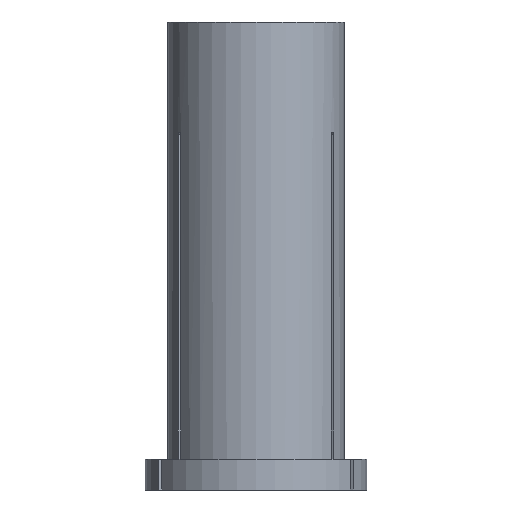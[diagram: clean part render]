
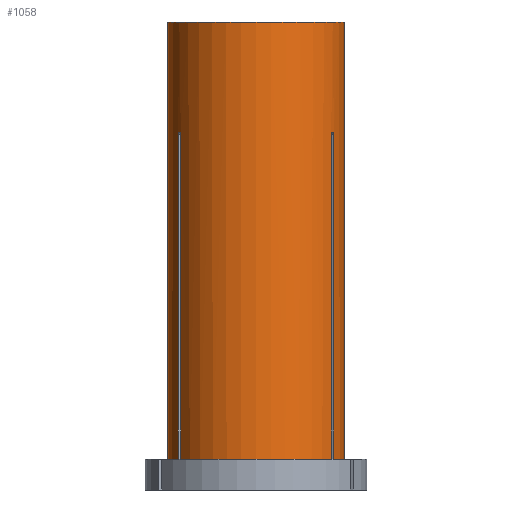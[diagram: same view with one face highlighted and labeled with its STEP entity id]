
A CAD part, front view. The second image highlights one B-rep face of the part: STEP entity #1058.
In plain terms, the highlighted cylindrical face has radius 10 mm (diameter 20 mm), a partial arc.
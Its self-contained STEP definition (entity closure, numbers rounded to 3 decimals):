
#4 = CARTESIAN_POINT ( 'NONE',  ( -8.506, -5.258, -49.4 ) ) ;
#12 = VERTEX_POINT ( 'NONE', #1207 ) ;
#19 = DIRECTION ( 'NONE',  ( 0., 0., 1. ) ) ;
#22 = CARTESIAN_POINT ( 'NONE',  ( 0., 0., -49.4 ) ) ;
#47 = DIRECTION ( 'NONE',  ( 1., 0., 0. ) ) ;
#52 = EDGE_CURVE ( 'NONE', #1064, #1178, #427, .T. ) ;
#77 = DIRECTION ( 'NONE',  ( 0., 0., 1. ) ) ;
#87 = CARTESIAN_POINT ( 'NONE',  ( 8.759, -4.826, -12.502 ) ) ;
#88 = CARTESIAN_POINT ( 'NONE',  ( 8.506, -5.258, -49.4 ) ) ;
#94 = AXIS2_PLACEMENT_3D ( 'NONE', #1353, #1261, #500 ) ;
#124 = ORIENTED_EDGE ( 'NONE', *, *, #1019, .F. ) ;
#145 = VERTEX_POINT ( 'NONE', #770 ) ;
#152 = CIRCLE ( 'NONE', #1084, 10. ) ;
#157 = EDGE_CURVE ( 'NONE', #1352, #145, #551, .T. ) ;
#185 = CARTESIAN_POINT ( 'NONE',  ( 0., 0., 0. ) ) ;
#186 = LINE ( 'NONE', #405, #1275 ) ;
#200 = DIRECTION ( 'NONE',  ( 0., 0., 1. ) ) ;
#202 = CARTESIAN_POINT ( 'NONE',  ( 8.806, -4.738, -49.4 ) ) ;
#203 = EDGE_CURVE ( 'NONE', #927, #145, #1085, .T. ) ;
#224 = EDGE_CURVE ( 'NONE', #1064, #1352, #581, .T. ) ;
#225 = CARTESIAN_POINT ( 'NONE',  ( 8.559, -5.172, -12.502 ) ) ;
#238 = EDGE_CURVE ( 'NONE', #550, #777, #1042, .T. ) ;
#243 = CARTESIAN_POINT ( 'NONE',  ( -8.559, -5.173, -12.502 ) ) ;
#244 = ORIENTED_EDGE ( 'NONE', *, *, #203, .F. ) ;
#248 = CARTESIAN_POINT ( 'NONE',  ( -8.506, -5.258, -12.505 ) ) ;
#249 = AXIS2_PLACEMENT_3D ( 'NONE', #692, #1365, #589 ) ;
#254 = ORIENTED_EDGE ( 'NONE', *, *, #52, .F. ) ;
#294 = VECTOR ( 'NONE', #1222, 1000. ) ;
#314 = AXIS2_PLACEMENT_3D ( 'NONE', #906, #200, #795 ) ;
#326 = CARTESIAN_POINT ( 'NONE',  ( 8.506, -5.258, 0. ) ) ;
#346 = DIRECTION ( 'NONE',  ( 0., 0., 1. ) ) ;
#362 = FACE_OUTER_BOUND ( 'NONE', #491, .T. ) ;
#403 = CARTESIAN_POINT ( 'NONE',  ( -10., 0., 0. ) ) ;
#405 = CARTESIAN_POINT ( 'NONE',  ( -8.506, -5.258, 0. ) ) ;
#427 = LINE ( 'NONE', #752, #656 ) ;
#436 = CARTESIAN_POINT ( 'NONE',  ( -8.759, -4.826, -12.502 ) ) ;
#442 = B_SPLINE_CURVE_WITH_KNOTS ( 'NONE', 3,
 ( #889, #436, #765, #243, #248 ),
 .UNSPECIFIED., .F., .F.,
 ( 4, 1, 4 ),
 ( 0.069, 0.069, 0.07 ),
 .UNSPECIFIED. ) ;
#453 = DIRECTION ( 'NONE',  ( 0., 0., 1. ) ) ;
#456 = LINE ( 'NONE', #832, #682 ) ;
#469 = DIRECTION ( 'NONE',  ( 1., 0., 0. ) ) ;
#479 = DIRECTION ( 'NONE',  ( 0., 0., 1. ) ) ;
#491 = EDGE_LOOP ( 'NONE', ( #124, #709, #1239, #917, #958, #905, #1173, #877, #254, #1338, #846, #244 ) ) ;
#495 = VERTEX_POINT ( 'NONE', #713 ) ;
#500 = DIRECTION ( 'NONE',  ( 1., 0., 0. ) ) ;
#516 = CARTESIAN_POINT ( 'NONE',  ( 8.506, -5.258, -12.505 ) ) ;
#549 = EDGE_CURVE ( 'NONE', #12, #1178, #641, .T. ) ;
#550 = VERTEX_POINT ( 'NONE', #1363 ) ;
#551 = LINE ( 'NONE', #747, #294 ) ;
#581 = CIRCLE ( 'NONE', #249, 10. ) ;
#588 = CYLINDRICAL_SURFACE ( 'NONE', #1113, 10. ) ;
#589 = DIRECTION ( 'NONE',  ( 1., 0., 0. ) ) ;
#593 = CARTESIAN_POINT ( 'NONE',  ( -8.806, -4.738, 0. ) ) ;
#594 = CARTESIAN_POINT ( 'NONE',  ( -8.806, -4.738, -12.505 ) ) ;
#600 = CARTESIAN_POINT ( 'NONE',  ( 8.662, -5., -12.498 ) ) ;
#638 = EDGE_CURVE ( 'NONE', #777, #785, #1103, .T. ) ;
#641 = B_SPLINE_CURVE_WITH_KNOTS ( 'NONE', 3,
 ( #516, #225, #600, #87, #918 ),
 .UNSPECIFIED., .F., .F.,
 ( 4, 1, 4 ),
 ( 0.075, 0.075, 0.075 ),
 .UNSPECIFIED. ) ;
#653 = DIRECTION ( 'NONE',  ( 0., 0., 1. ) ) ;
#656 = VECTOR ( 'NONE', #653, 1000. ) ;
#682 = VECTOR ( 'NONE', #952, 1000. ) ;
#692 = CARTESIAN_POINT ( 'NONE',  ( 0., 0., -49.4 ) ) ;
#709 = ORIENTED_EDGE ( 'NONE', *, *, #238, .T. ) ;
#713 = CARTESIAN_POINT ( 'NONE',  ( -8.506, -5.258, -12.505 ) ) ;
#747 = CARTESIAN_POINT ( 'NONE',  ( 10., 0., 0. ) ) ;
#752 = CARTESIAN_POINT ( 'NONE',  ( 8.806, -4.738, 0. ) ) ;
#765 = CARTESIAN_POINT ( 'NONE',  ( -8.661, -5.002, -12.498 ) ) ;
#770 = CARTESIAN_POINT ( 'NONE',  ( 10., 0., 0. ) ) ;
#777 = VERTEX_POINT ( 'NONE', #960 ) ;
#779 = EDGE_CURVE ( 'NONE', #1048, #495, #186, .T. ) ;
#785 = VERTEX_POINT ( 'NONE', #594 ) ;
#795 = DIRECTION ( 'NONE',  ( 1., 0., 0. ) ) ;
#806 = VECTOR ( 'NONE', #19, 1000. ) ;
#832 = CARTESIAN_POINT ( 'NONE',  ( -10., 0., 0. ) ) ;
#840 = VERTEX_POINT ( 'NONE', #88 ) ;
#846 = ORIENTED_EDGE ( 'NONE', *, *, #157, .T. ) ;
#877 = ORIENTED_EDGE ( 'NONE', *, *, #549, .T. ) ;
#889 = CARTESIAN_POINT ( 'NONE',  ( -8.806, -4.738, -12.505 ) ) ;
#897 = EDGE_CURVE ( 'NONE', #840, #12, #930, .T. ) ;
#905 = ORIENTED_EDGE ( 'NONE', *, *, #1364, .T. ) ;
#906 = CARTESIAN_POINT ( 'NONE',  ( 0., 0., -49.4 ) ) ;
#917 = ORIENTED_EDGE ( 'NONE', *, *, #1238, .T. ) ;
#918 = CARTESIAN_POINT ( 'NONE',  ( 8.806, -4.738, -12.505 ) ) ;
#927 = VERTEX_POINT ( 'NONE', #403 ) ;
#930 = LINE ( 'NONE', #326, #1199 ) ;
#952 = DIRECTION ( 'NONE',  ( 0., 0., 1. ) ) ;
#958 = ORIENTED_EDGE ( 'NONE', *, *, #779, .F. ) ;
#960 = CARTESIAN_POINT ( 'NONE',  ( -8.806, -4.738, -49.4 ) ) ;
#991 = CARTESIAN_POINT ( 'NONE',  ( 10., 0., -49.4 ) ) ;
#1019 = EDGE_CURVE ( 'NONE', #550, #927, #456, .T. ) ;
#1042 = CIRCLE ( 'NONE', #314, 10. ) ;
#1048 = VERTEX_POINT ( 'NONE', #4 ) ;
#1058 = ADVANCED_FACE ( 'NONE', ( #362 ), #588, .T. ) ;
#1064 = VERTEX_POINT ( 'NONE', #202 ) ;
#1084 = AXIS2_PLACEMENT_3D ( 'NONE', #22, #479, #469 ) ;
#1085 = CIRCLE ( 'NONE', #94, 10. ) ;
#1103 = LINE ( 'NONE', #593, #806 ) ;
#1109 = CARTESIAN_POINT ( 'NONE',  ( 8.806, -4.738, -12.505 ) ) ;
#1113 = AXIS2_PLACEMENT_3D ( 'NONE', #185, #77, #47 ) ;
#1173 = ORIENTED_EDGE ( 'NONE', *, *, #897, .T. ) ;
#1178 = VERTEX_POINT ( 'NONE', #1109 ) ;
#1199 = VECTOR ( 'NONE', #346, 1000. ) ;
#1207 = CARTESIAN_POINT ( 'NONE',  ( 8.506, -5.258, -12.505 ) ) ;
#1222 = DIRECTION ( 'NONE',  ( 0., 0., 1. ) ) ;
#1238 = EDGE_CURVE ( 'NONE', #785, #495, #442, .T. ) ;
#1239 = ORIENTED_EDGE ( 'NONE', *, *, #638, .T. ) ;
#1261 = DIRECTION ( 'NONE',  ( 0., 0., 1. ) ) ;
#1275 = VECTOR ( 'NONE', #453, 1000. ) ;
#1338 = ORIENTED_EDGE ( 'NONE', *, *, #224, .T. ) ;
#1352 = VERTEX_POINT ( 'NONE', #991 ) ;
#1353 = CARTESIAN_POINT ( 'NONE',  ( 0., 0., 0. ) ) ;
#1363 = CARTESIAN_POINT ( 'NONE',  ( -10., 0., -49.4 ) ) ;
#1364 = EDGE_CURVE ( 'NONE', #1048, #840, #152, .T. ) ;
#1365 = DIRECTION ( 'NONE',  ( 0., 0., 1. ) ) ;
